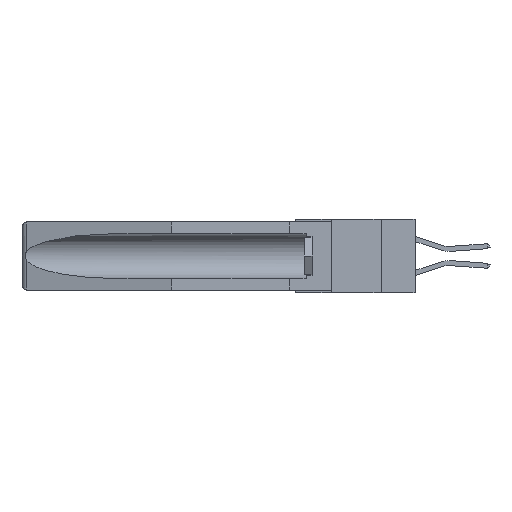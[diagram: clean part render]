
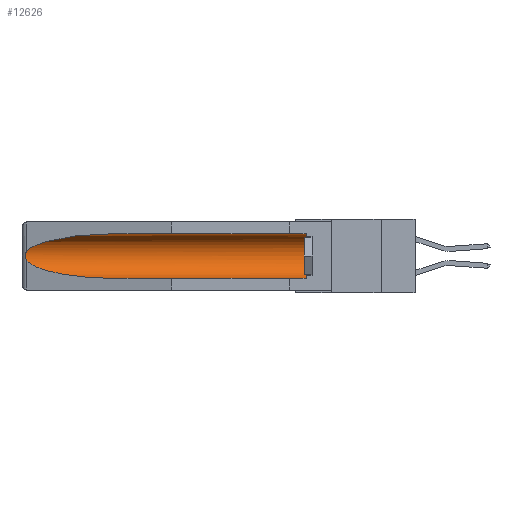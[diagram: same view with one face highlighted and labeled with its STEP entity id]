
A CAD part, left-side view. The second image highlights one B-rep face of the part: STEP entity #12626.
In plain terms, the highlighted cylindrical face has radius 2.857 mm (diameter 5.715 mm), a partial arc.
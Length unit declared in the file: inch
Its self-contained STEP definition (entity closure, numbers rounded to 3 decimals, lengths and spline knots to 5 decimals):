
#924 =( BOUNDED_CURVE ( )  B_SPLINE_CURVE ( 3, ( #7063, #12493, #13892, #7003 ),
 .UNSPECIFIED., .F., .F. ) 
 B_SPLINE_CURVE_WITH_KNOTS ( ( 4, 4 ),
 ( 0.1948, 1.5708 ),
 .UNSPECIFIED. ) 
 CURVE ( )  GEOMETRIC_REPRESENTATION_ITEM ( )  RATIONAL_B_SPLINE_CURVE ( ( 1., 0.848, 0.848, 1. ) ) 
 REPRESENTATION_ITEM ( '' )  );
#945 = VECTOR ( 'NONE', #15357, 39.37008 ) ;
#1616 = ORIENTED_EDGE ( 'NONE', *, *, #15407, .T. ) ;
#1709 = VERTEX_POINT ( 'NONE', #5362 ) ;
#2270 = EDGE_CURVE ( 'NONE', #14392, #3990, #14895, .T. ) ;
#2563 = CARTESIAN_POINT ( 'NONE',  ( 0.26654, 1.53092, -0.15636 ) ) ;
#2823 = EDGE_CURVE ( 'NONE', #5370, #1709, #9926, .T. ) ;
#2860 = VERTEX_POINT ( 'NONE', #8150 ) ;
#2991 = DIRECTION ( 'NONE',  ( 0., 1., 0. ) ) ;
#3662 = AXIS2_PLACEMENT_3D ( 'NONE', #14210, #15825, #7634 ) ;
#3934 = CARTESIAN_POINT ( 'NONE',  ( 0.155, -0.30754, -0.284 ) ) ;
#3949 = CARTESIAN_POINT ( 'NONE',  ( 0.2675, 1.53308, -0.16763 ) ) ;
#3990 = VERTEX_POINT ( 'NONE', #10981 ) ;
#4201 = CARTESIAN_POINT ( 'NONE',  ( 0.155, -0.30754, -0.059 ) ) ;
#4607 = LINE ( 'NONE', #4201, #945 ) ;
#5362 = CARTESIAN_POINT ( 'NONE',  ( 0.155, 1.07973, -0.284 ) ) ;
#5370 = VERTEX_POINT ( 'NONE', #11816 ) ;
#5471 = CARTESIAN_POINT ( 'NONE',  ( 0.2673, 1.5327, -0.16383 ) ) ;
#6113 = CARTESIAN_POINT ( 'NONE',  ( 0.21114, 1.30732, -0.059 ) ) ;
#6432 = CARTESIAN_POINT ( 'NONE',  ( 0.26537, 1.52718, -0.14972 ) ) ;
#6660 = CARTESIAN_POINT ( 'NONE',  ( 0.26537, 1.52718, -0.14972 ) ) ;
#6765 = DIRECTION ( 'NONE',  ( 0., 1., 0. ) ) ;
#7003 = CARTESIAN_POINT ( 'NONE',  ( 0.155, 1.07973, -0.284 ) ) ;
#7063 = CARTESIAN_POINT ( 'NONE',  ( 0.26537, 1.52718, -0.19328 ) ) ;
#7147 = CARTESIAN_POINT ( 'NONE',  ( 0.155, -0.30754, -0.1715 ) ) ;
#7634 = DIRECTION ( 'NONE',  ( 0., 0., 1. ) ) ;
#8150 = CARTESIAN_POINT ( 'NONE',  ( 0.155, 0.126, -0.059 ) ) ;
#8748 = FACE_OUTER_BOUND ( 'NONE', #12018, .T. ) ;
#8808 = CARTESIAN_POINT ( 'NONE',  ( 0.155, 1.07973, -0.059 ) ) ;
#8851 =( BOUNDED_CURVE ( )  B_SPLINE_CURVE ( 3, ( #8808, #6113, #8860, #10229 ),
 .UNSPECIFIED., .F., .F. ) 
 B_SPLINE_CURVE_WITH_KNOTS ( ( 4, 4 ),
 ( 4.71239, 6.08839 ),
 .UNSPECIFIED. ) 
 CURVE ( )  GEOMETRIC_REPRESENTATION_ITEM ( )  RATIONAL_B_SPLINE_CURVE ( ( 1., 0.848, 0.848, 1. ) ) 
 REPRESENTATION_ITEM ( '' )  );
#8860 = CARTESIAN_POINT ( 'NONE',  ( 0.25451, 1.48313, -0.09465 ) ) ;
#9317 = EDGE_CURVE ( 'NONE', #15975, #14392, #8851, .T. ) ;
#9331 = CARTESIAN_POINT ( 'NONE',  ( 0.26597, 1.52961, -0.15275 ) ) ;
#9452 = CARTESIAN_POINT ( 'NONE',  ( 0.26597, 1.5296, -0.19026 ) ) ;
#9926 = LINE ( 'NONE', #3934, #13148 ) ;
#10229 = CARTESIAN_POINT ( 'NONE',  ( 0.26537, 1.52718, -0.14972 ) ) ;
#10868 = CYLINDRICAL_SURFACE ( 'NONE', #12058, 0.1125 ) ;
#10981 = CARTESIAN_POINT ( 'NONE',  ( 0.26537, 1.52718, -0.19328 ) ) ;
#11397 = EDGE_CURVE ( 'NONE', #5370, #2860, #13942, .T. ) ;
#11433 = ORIENTED_EDGE ( 'NONE', *, *, #14637, .T. ) ;
#11816 = CARTESIAN_POINT ( 'NONE',  ( 0.155, 0.126, -0.284 ) ) ;
#12006 = ORIENTED_EDGE ( 'NONE', *, *, #2270, .T. ) ;
#12018 = EDGE_LOOP ( 'NONE', ( #15813, #12006, #1616, #13155, #14522, #11433 ) ) ;
#12035 = CARTESIAN_POINT ( 'NONE',  ( 0.2675, 1.53308, -0.17534 ) ) ;
#12058 = AXIS2_PLACEMENT_3D ( 'NONE', #7147, #2991, #16746 ) ;
#12493 = CARTESIAN_POINT ( 'NONE',  ( 0.25451, 1.48313, -0.24835 ) ) ;
#12626 = ADVANCED_FACE ( 'NONE', ( #8748 ), #10868, .F. ) ;
#13148 = VECTOR ( 'NONE', #6765, 39.37008 ) ;
#13155 = ORIENTED_EDGE ( 'NONE', *, *, #2823, .F. ) ;
#13892 = CARTESIAN_POINT ( 'NONE',  ( 0.21114, 1.30732, -0.284 ) ) ;
#13942 = CIRCLE ( 'NONE', #3662, 0.1125 ) ;
#14210 = CARTESIAN_POINT ( 'NONE',  ( 0.155, 0.126, -0.1715 ) ) ;
#14392 = VERTEX_POINT ( 'NONE', #6432 ) ;
#14522 = ORIENTED_EDGE ( 'NONE', *, *, #11397, .T. ) ;
#14637 = EDGE_CURVE ( 'NONE', #2860, #15975, #4607, .T. ) ;
#14805 = CARTESIAN_POINT ( 'NONE',  ( 0.26655, 1.53094, -0.18657 ) ) ;
#14895 = B_SPLINE_CURVE_WITH_KNOTS ( 'NONE', 3,
 ( #6660, #9331, #2563, #5471, #3949, #12035, #17702, #14805, #9452, #16258 ),
 .UNSPECIFIED., .F., .F.,
 ( 4, 2, 2, 2, 4 ),
 ( 0., 0.00029, 0.00058, 0.00087, 0.00117 ),
 .UNSPECIFIED. ) ;
#15357 = DIRECTION ( 'NONE',  ( 0., 1., 0. ) ) ;
#15382 = CARTESIAN_POINT ( 'NONE',  ( 0.155, 1.07973, -0.059 ) ) ;
#15407 = EDGE_CURVE ( 'NONE', #3990, #1709, #924, .T. ) ;
#15813 = ORIENTED_EDGE ( 'NONE', *, *, #9317, .T. ) ;
#15825 = DIRECTION ( 'NONE',  ( 0., -1., 0. ) ) ;
#15975 = VERTEX_POINT ( 'NONE', #15382 ) ;
#16258 = CARTESIAN_POINT ( 'NONE',  ( 0.26537, 1.52718, -0.19328 ) ) ;
#16746 = DIRECTION ( 'NONE',  ( 0., 0., 1. ) ) ;
#17702 = CARTESIAN_POINT ( 'NONE',  ( 0.2673, 1.53269, -0.17917 ) ) ;
